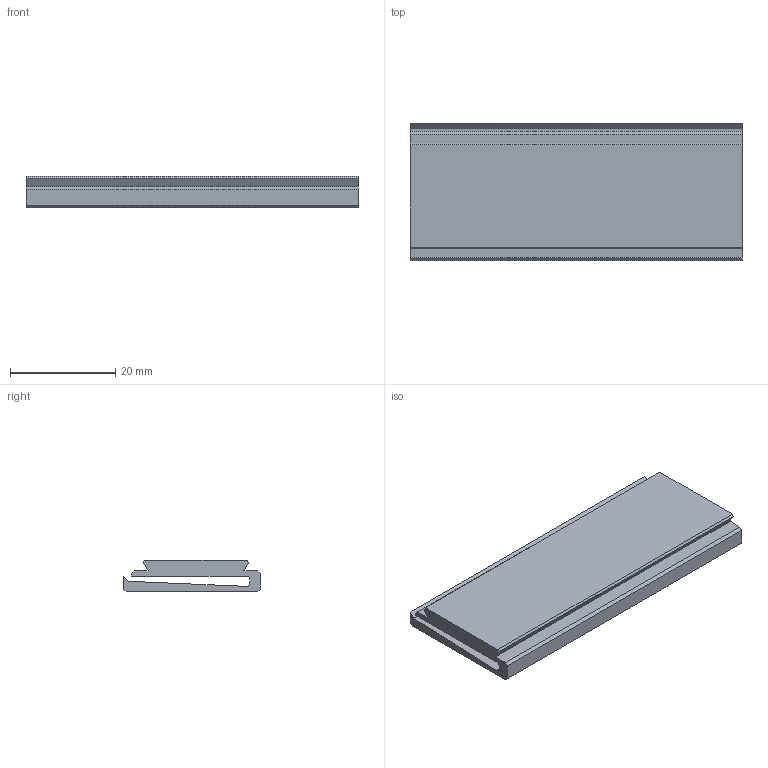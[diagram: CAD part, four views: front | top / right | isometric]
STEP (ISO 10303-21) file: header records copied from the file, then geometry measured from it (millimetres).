
FILE_DESCRIPTION(/* description */ (''),/* implementation_level */ '2;1');
FILE_NAME(/* name */ 'Clip.step',/* time_stamp */ '2021-02-11T00:36:49+01:00',/* author */ (''),/* organization */ (''),/* preprocessor_version */ 'ST-DEVELOPER v18.1',/* originating_system */ 'Autodesk Translation Framework v9.7.0.1280',/* authorisation */ '');
FILE_SCHEMA (('AUTOMOTIVE_DESIGN { 1 0 10303 214 3 1 1 }'));
Length unit declared in the file: millimetre
Products named in the file (2): HT Board Case; Clip
Assembly tree (1 placements, depth 2):
  HT Board Case
    Clip
Bounding box: 63 x 26 x 6 mm (x, y, z)
Volume: 6658.8 mm3; surface area: 7239.7 mm2
Topology: 1 solids, 1 shells, 23 faces, 63 edges, 42 vertices
Faces by surface type: plane 21, cylinder 2
Entity records: 774 total; most frequent: CARTESIAN_POINT 131, ORIENTED_EDGE 126, DIRECTION 119, EDGE_CURVE 63, LINE 59, VECTOR 59, VERTEX_POINT 42, AXIS2_PLACEMENT_3D 30
